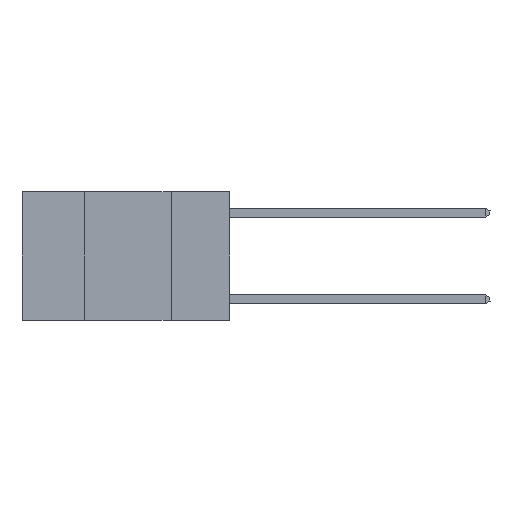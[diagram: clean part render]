
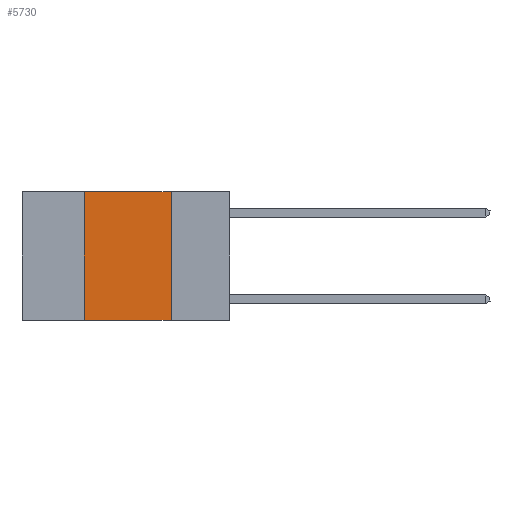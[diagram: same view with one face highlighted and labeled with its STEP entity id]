
A CAD part, left-side view. The second image highlights one B-rep face of the part: STEP entity #5730.
In plain terms, the highlighted planar face has unit normal (-1, 0, 0).
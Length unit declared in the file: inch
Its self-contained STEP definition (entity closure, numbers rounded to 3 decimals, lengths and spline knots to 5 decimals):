
#50 = EDGE_LOOP ( 'NONE', ( #5731, #8857, #6083, #12391 ) ) ;
#428 = EDGE_CURVE ( 'NONE', #4124, #9427, #13797, .T. ) ;
#1132 = VECTOR ( 'NONE', #12170, 39.37008 ) ;
#2875 = CARTESIAN_POINT ( 'NONE',  ( 0., 0.17, 0. ) ) ;
#3962 = CARTESIAN_POINT ( 'NONE',  ( 0., 0.6, -0.37 ) ) ;
#4022 = DIRECTION ( 'NONE',  ( 0., 0., -1. ) ) ;
#4124 = VERTEX_POINT ( 'NONE', #9531 ) ;
#4759 = VECTOR ( 'NONE', #7919, 39.37008 ) ;
#4839 = VERTEX_POINT ( 'NONE', #6707 ) ;
#4996 = DIRECTION ( 'NONE',  ( 0., 0., -1. ) ) ;
#5117 = FACE_OUTER_BOUND ( 'NONE', #50, .T. ) ;
#5118 = CARTESIAN_POINT ( 'NONE',  ( 0., 0.17, -0.37 ) ) ;
#5609 = CARTESIAN_POINT ( 'NONE',  ( 0., 0.42, 0. ) ) ;
#5730 = ADVANCED_FACE ( 'NONE', ( #5117 ), #9653, .F. ) ;
#5731 = ORIENTED_EDGE ( 'NONE', *, *, #13921, .F. ) ;
#5935 = VECTOR ( 'NONE', #4022, 39.37008 ) ;
#6083 = ORIENTED_EDGE ( 'NONE', *, *, #428, .F. ) ;
#6311 = LINE ( 'NONE', #2875, #5935 ) ;
#6707 = CARTESIAN_POINT ( 'NONE',  ( 0., 0.17, 0. ) ) ;
#7118 = CARTESIAN_POINT ( 'NONE',  ( 0., 0.42, 0. ) ) ;
#7919 = DIRECTION ( 'NONE',  ( 0., 0., 1. ) ) ;
#8857 = ORIENTED_EDGE ( 'NONE', *, *, #9040, .F. ) ;
#9040 = EDGE_CURVE ( 'NONE', #9427, #4839, #14679, .T. ) ;
#9419 = AXIS2_PLACEMENT_3D ( 'NONE', #13215, #12045, #4996 ) ;
#9427 = VERTEX_POINT ( 'NONE', #7118 ) ;
#9531 = CARTESIAN_POINT ( 'NONE',  ( 0., 0.42, -0.37 ) ) ;
#9634 = EDGE_CURVE ( 'NONE', #4124, #14546, #13280, .T. ) ;
#9653 = PLANE ( 'NONE',  #9419 ) ;
#11085 = CARTESIAN_POINT ( 'NONE',  ( 0., 0.6, 0. ) ) ;
#11598 = VECTOR ( 'NONE', #14644, 39.37008 ) ;
#12045 = DIRECTION ( 'NONE',  ( 1., 0., 0. ) ) ;
#12170 = DIRECTION ( 'NONE',  ( 0., -1., 0. ) ) ;
#12391 = ORIENTED_EDGE ( 'NONE', *, *, #9634, .T. ) ;
#13215 = CARTESIAN_POINT ( 'NONE',  ( 0., 0.6, 0. ) ) ;
#13280 = LINE ( 'NONE', #3962, #1132 ) ;
#13797 = LINE ( 'NONE', #5609, #4759 ) ;
#13921 = EDGE_CURVE ( 'NONE', #4839, #14546, #6311, .T. ) ;
#14546 = VERTEX_POINT ( 'NONE', #5118 ) ;
#14644 = DIRECTION ( 'NONE',  ( 0., -1., 0. ) ) ;
#14679 = LINE ( 'NONE', #11085, #11598 ) ;
